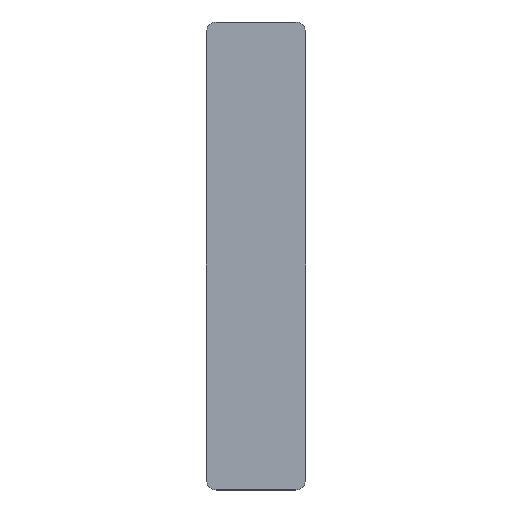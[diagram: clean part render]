
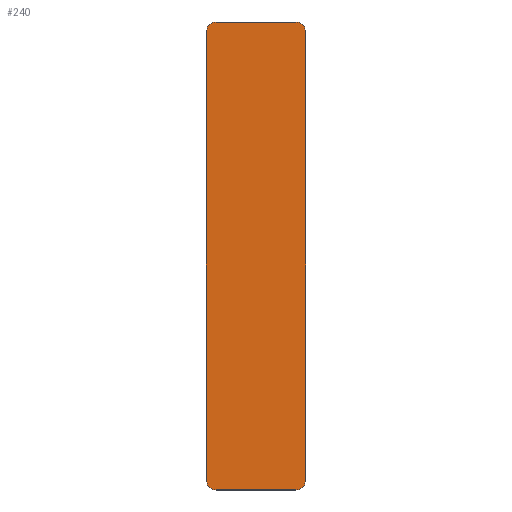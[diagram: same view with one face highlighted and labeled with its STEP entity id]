
A CAD part, top view. The second image highlights one B-rep face of the part: STEP entity #240.
In plain terms, the highlighted planar face has unit normal (0, 0, 1).
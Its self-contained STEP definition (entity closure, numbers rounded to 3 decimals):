
#7 = CARTESIAN_POINT ( 'NONE',  ( 50., 50., 50.8 ) ) ;
#9 = DIRECTION ( 'NONE',  ( -1., 0., 0. ) ) ;
#10 = CIRCLE ( 'NONE', #86, 50. ) ;
#12 = DIRECTION ( 'NONE',  ( 0., 1., 0. ) ) ;
#21 = CARTESIAN_POINT ( 'NONE',  ( 458., 0., 50.8 ) ) ;
#24 = EDGE_CURVE ( 'NONE', #93, #271, #32, .T. ) ;
#31 = AXIS2_PLACEMENT_3D ( 'NONE', #274, #126, #365 ) ;
#32 = CIRCLE ( 'NONE', #313, 50. ) ;
#36 = DIRECTION ( 'NONE',  ( 0., 0., -1. ) ) ;
#44 = VERTEX_POINT ( 'NONE', #168 ) ;
#54 = ORIENTED_EDGE ( 'NONE', *, *, #375, .T. ) ;
#60 = CIRCLE ( 'NONE', #31, 50. ) ;
#64 = CARTESIAN_POINT ( 'NONE',  ( 0., 50., 50.8 ) ) ;
#65 = ORIENTED_EDGE ( 'NONE', *, *, #347, .T. ) ;
#82 = EDGE_CURVE ( 'NONE', #116, #115, #311, .T. ) ;
#86 = AXIS2_PLACEMENT_3D ( 'NONE', #223, #338, #339 ) ;
#92 = ORIENTED_EDGE ( 'NONE', *, *, #82, .T. ) ;
#93 = VERTEX_POINT ( 'NONE', #64 ) ;
#102 = CARTESIAN_POINT ( 'NONE',  ( 0., 0., 50.8 ) ) ;
#106 = LINE ( 'NONE', #171, #160 ) ;
#109 = AXIS2_PLACEMENT_3D ( 'NONE', #102, #36, #243 ) ;
#110 = VECTOR ( 'NONE', #335, 1000. ) ;
#113 = VERTEX_POINT ( 'NONE', #299 ) ;
#114 = FACE_OUTER_BOUND ( 'NONE', #296, .T. ) ;
#115 = VERTEX_POINT ( 'NONE', #235 ) ;
#116 = VERTEX_POINT ( 'NONE', #294 ) ;
#126 = DIRECTION ( 'NONE',  ( 0., 0., 1. ) ) ;
#146 = DIRECTION ( 'NONE',  ( 0., -1., 0. ) ) ;
#153 = EDGE_CURVE ( 'NONE', #367, #44, #60, .T. ) ;
#160 = VECTOR ( 'NONE', #146, 1000. ) ;
#162 = EDGE_CURVE ( 'NONE', #271, #367, #202, .T. ) ;
#168 = CARTESIAN_POINT ( 'NONE',  ( 508., 50., 50.8 ) ) ;
#170 = DIRECTION ( 'NONE',  ( -1., 0., 0. ) ) ;
#171 = CARTESIAN_POINT ( 'NONE',  ( 0., 0., 50.8 ) ) ;
#174 = CARTESIAN_POINT ( 'NONE',  ( 458., 2350., 50.8 ) ) ;
#175 = VERTEX_POINT ( 'NONE', #217 ) ;
#182 = CARTESIAN_POINT ( 'NONE',  ( 0., 0., 50.8 ) ) ;
#184 = ORIENTED_EDGE ( 'NONE', *, *, #258, .T. ) ;
#202 = LINE ( 'NONE', #182, #110 ) ;
#208 = CARTESIAN_POINT ( 'NONE',  ( 508., 0., 50.8 ) ) ;
#209 = ORIENTED_EDGE ( 'NONE', *, *, #319, .T. ) ;
#212 = DIRECTION ( 'NONE',  ( -1., 0., 0. ) ) ;
#217 = CARTESIAN_POINT ( 'NONE',  ( 0., 2350., 50.8 ) ) ;
#222 = AXIS2_PLACEMENT_3D ( 'NONE', #174, #269, #212 ) ;
#223 = CARTESIAN_POINT ( 'NONE',  ( 50., 2350., 50.8 ) ) ;
#225 = ORIENTED_EDGE ( 'NONE', *, *, #24, .T. ) ;
#235 = CARTESIAN_POINT ( 'NONE',  ( 458., 2400., 50.8 ) ) ;
#240 = ADVANCED_FACE ( 'NONE', ( #114 ), #332, .F. ) ;
#243 = DIRECTION ( 'NONE',  ( -1., 0., 0. ) ) ;
#248 = CARTESIAN_POINT ( 'NONE',  ( 50., 0., 50.8 ) ) ;
#258 = EDGE_CURVE ( 'NONE', #44, #116, #266, .T. ) ;
#261 = VECTOR ( 'NONE', #9, 1000. ) ;
#266 = LINE ( 'NONE', #208, #341 ) ;
#269 = DIRECTION ( 'NONE',  ( 0., 0., 1. ) ) ;
#271 = VERTEX_POINT ( 'NONE', #248 ) ;
#274 = CARTESIAN_POINT ( 'NONE',  ( 458., 50., 50.8 ) ) ;
#294 = CARTESIAN_POINT ( 'NONE',  ( 508., 2350., 50.8 ) ) ;
#296 = EDGE_LOOP ( 'NONE', ( #374, #355, #184, #92, #209, #54, #65, #225 ) ) ;
#297 = CARTESIAN_POINT ( 'NONE',  ( 0., 2400., 50.8 ) ) ;
#299 = CARTESIAN_POINT ( 'NONE',  ( 50., 2400., 50.8 ) ) ;
#311 = CIRCLE ( 'NONE', #222, 50. ) ;
#313 = AXIS2_PLACEMENT_3D ( 'NONE', #7, #358, #170 ) ;
#318 = LINE ( 'NONE', #297, #261 ) ;
#319 = EDGE_CURVE ( 'NONE', #115, #113, #318, .T. ) ;
#332 = PLANE ( 'NONE',  #109 ) ;
#335 = DIRECTION ( 'NONE',  ( 1., 0., 0. ) ) ;
#338 = DIRECTION ( 'NONE',  ( 0., 0., 1. ) ) ;
#339 = DIRECTION ( 'NONE',  ( -1., 0., 0. ) ) ;
#341 = VECTOR ( 'NONE', #12, 1000. ) ;
#347 = EDGE_CURVE ( 'NONE', #175, #93, #106, .T. ) ;
#355 = ORIENTED_EDGE ( 'NONE', *, *, #153, .T. ) ;
#358 = DIRECTION ( 'NONE',  ( 0., 0., 1. ) ) ;
#365 = DIRECTION ( 'NONE',  ( -1., 0., 0. ) ) ;
#367 = VERTEX_POINT ( 'NONE', #21 ) ;
#374 = ORIENTED_EDGE ( 'NONE', *, *, #162, .T. ) ;
#375 = EDGE_CURVE ( 'NONE', #113, #175, #10, .T. ) ;
